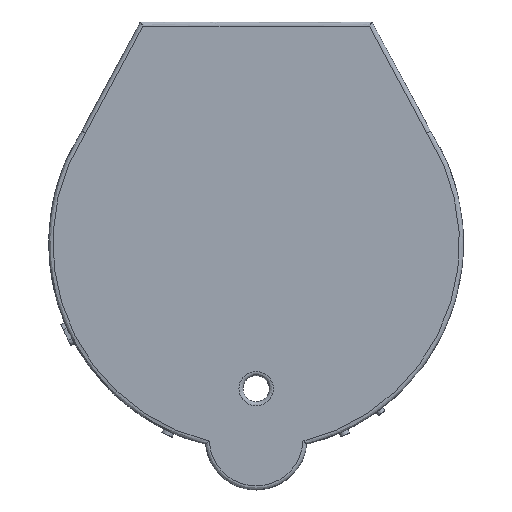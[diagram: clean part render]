
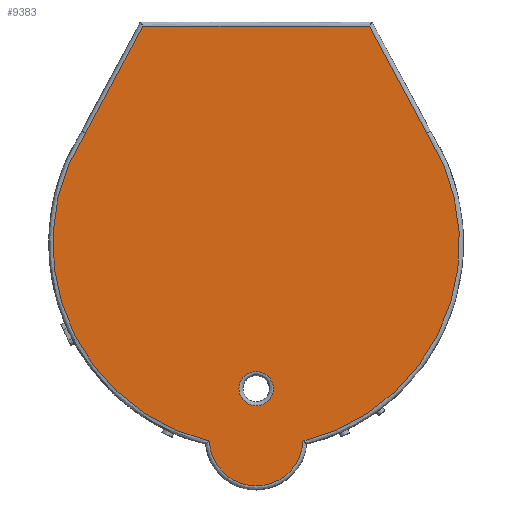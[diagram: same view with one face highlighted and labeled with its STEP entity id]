
A CAD part, front view. The second image highlights one B-rep face of the part: STEP entity #9383.
In plain terms, the highlighted planar face has unit normal (0, -1, 0).
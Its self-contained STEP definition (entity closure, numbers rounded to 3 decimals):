
#261=FACE_BOUND('',#1983,.T.);
#641=CIRCLE('',#10213,4.25);
#642=CIRCLE('',#10215,50.3);
#643=CIRCLE('',#10216,11.6);
#644=CIRCLE('',#10217,50.3);
#890=PLANE('',#10214);
#1468=FACE_OUTER_BOUND('',#1982,.T.);
#1982=EDGE_LOOP('',(#8567,#8568,#8569,#8570,#8571,#8572));
#1983=EDGE_LOOP('',(#8573));
#2777=LINE('',#18625,#3594);
#2778=LINE('',#18627,#3595);
#2779=LINE('',#18634,#3596);
#3594=VECTOR('',#12535,10.);
#3595=VECTOR('',#12536,10.);
#3596=VECTOR('',#12543,10.);
#4707=VERTEX_POINT('',#18608);
#4709=VERTEX_POINT('',#18623);
#4710=VERTEX_POINT('',#18624);
#4711=VERTEX_POINT('',#18626);
#4712=VERTEX_POINT('',#18628);
#4713=VERTEX_POINT('',#18630);
#4714=VERTEX_POINT('',#18632);
#6029=EDGE_CURVE('',#4707,#4707,#641,.T.);
#6030=EDGE_CURVE('',#4709,#4710,#2777,.T.);
#6031=EDGE_CURVE('',#4711,#4709,#2778,.T.);
#6032=EDGE_CURVE('',#4712,#4711,#642,.T.);
#6033=EDGE_CURVE('',#4713,#4712,#643,.T.);
#6034=EDGE_CURVE('',#4714,#4713,#644,.T.);
#6035=EDGE_CURVE('',#4710,#4714,#2779,.T.);
#8567=ORIENTED_EDGE('',*,*,#6030,.F.);
#8568=ORIENTED_EDGE('',*,*,#6031,.F.);
#8569=ORIENTED_EDGE('',*,*,#6032,.F.);
#8570=ORIENTED_EDGE('',*,*,#6033,.F.);
#8571=ORIENTED_EDGE('',*,*,#6034,.F.);
#8572=ORIENTED_EDGE('',*,*,#6035,.F.);
#8573=ORIENTED_EDGE('',*,*,#6029,.F.);
#9383=ADVANCED_FACE('',(#1468,#261),#890,.T.);
#10213=AXIS2_PLACEMENT_3D('',#18621,#12531,#12532);
#10214=AXIS2_PLACEMENT_3D('',#18622,#12533,#12534);
#10215=AXIS2_PLACEMENT_3D('',#18629,#12537,#12538);
#10216=AXIS2_PLACEMENT_3D('',#18631,#12539,#12540);
#10217=AXIS2_PLACEMENT_3D('',#18633,#12541,#12542);
#12531=DIRECTION('center_axis',(0.,-1.,0.));
#12532=DIRECTION('ref_axis',(-1.,0.,0.));
#12533=DIRECTION('center_axis',(0.,-1.,0.));
#12534=DIRECTION('ref_axis',(1.,0.,0.));
#12535=DIRECTION('',(1.,0.,0.));
#12536=DIRECTION('',(0.473,0.,0.881));
#12537=DIRECTION('center_axis',(0.,1.,0.));
#12538=DIRECTION('ref_axis',(-0.93,0.,-0.367));
#12539=DIRECTION('center_axis',(0.,1.,0.));
#12540=DIRECTION('ref_axis',(0.,0.,-1.));
#12541=DIRECTION('center_axis',(0.,1.,0.));
#12542=DIRECTION('ref_axis',(0.93,0.,-0.367));
#12543=DIRECTION('',(0.473,0.,-0.881));
#18608=CARTESIAN_POINT('',(4.25,-15.,-35.971));
#18621=CARTESIAN_POINT('Origin',(0.,-15.,-35.971));
#18622=CARTESIAN_POINT('Origin',(0.,-15.,-3.15));
#18623=CARTESIAN_POINT('',(-28.049,-15.,53.747));
#18624=CARTESIAN_POINT('',(28.049,-15.,53.747));
#18625=CARTESIAN_POINT('',(14.324,-15.,53.747));
#18626=CARTESIAN_POINT('',(-42.276,-15.,27.255));
#18627=CARTESIAN_POINT('',(-36.626,-15.,37.776));
#18628=CARTESIAN_POINT('',(-11.589,-15.,-48.947));
#18629=CARTESIAN_POINT('Origin',(0.,-15.,0.));
#18630=CARTESIAN_POINT('',(11.589,-15.,-48.947));
#18631=CARTESIAN_POINT('Origin',(0.,-15.,-48.446));
#18632=CARTESIAN_POINT('',(42.276,-15.,27.255));
#18633=CARTESIAN_POINT('Origin',(0.,-15.,0.));
#18634=CARTESIAN_POINT('',(43.871,-15.,24.284));
